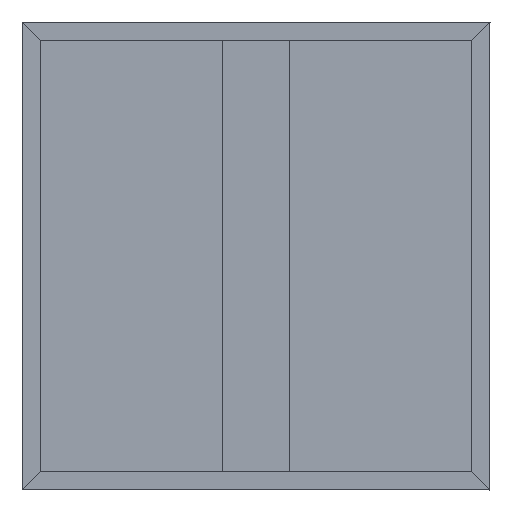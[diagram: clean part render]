
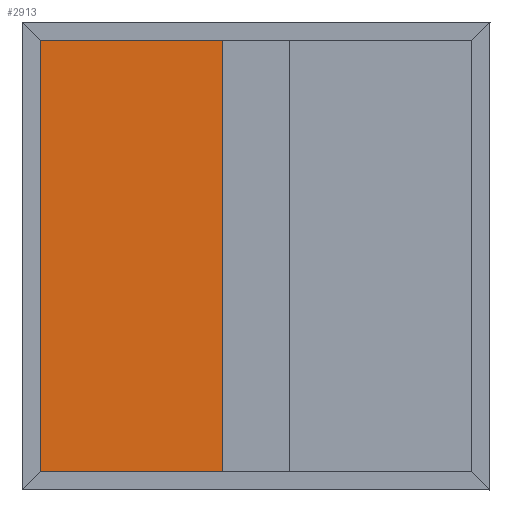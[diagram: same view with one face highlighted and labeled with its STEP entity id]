
A CAD part, front view. The second image highlights one B-rep face of the part: STEP entity #2913.
In plain terms, the highlighted face is planar.
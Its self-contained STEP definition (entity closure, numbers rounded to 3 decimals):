
#456 = EDGE_CURVE ( 'NONE', #671, #3476, #6494, .T. ) ;
#671 = VERTEX_POINT ( 'NONE', #6819 ) ;
#701 = EDGE_LOOP ( 'NONE', ( #1989, #1754, #3772, #3002 ) ) ;
#732 = CARTESIAN_POINT ( 'NONE',  ( 286.913, -286., -10.35 ) ) ;
#1079 = DIRECTION ( 'NONE',  ( 0., -1., 0. ) ) ;
#1392 = CARTESIAN_POINT ( 'NONE',  ( 161.913, 0., -10.35 ) ) ;
#1550 = CARTESIAN_POINT ( 'NONE',  ( 286.913, -286., -10.35 ) ) ;
#1581 = DIRECTION ( 'NONE',  ( 0., 1., 0. ) ) ;
#1681 = CARTESIAN_POINT ( 'NONE',  ( 36.913, -286., -10.35 ) ) ;
#1754 = ORIENTED_EDGE ( 'NONE', *, *, #6449, .T. ) ;
#1878 = DIRECTION ( 'NONE',  ( 0., -1., 0. ) ) ;
#1909 = PLANE ( 'NONE',  #6298 ) ;
#1989 = ORIENTED_EDGE ( 'NONE', *, *, #3307, .T. ) ;
#2372 = CARTESIAN_POINT ( 'NONE',  ( 36.913, 286., -10.35 ) ) ;
#2539 = VERTEX_POINT ( 'NONE', #6536 ) ;
#2913 = ADVANCED_FACE ( 'NONE', ( #2966 ), #1909, .F. ) ;
#2966 = FACE_OUTER_BOUND ( 'NONE', #701, .T. ) ;
#3002 = ORIENTED_EDGE ( 'NONE', *, *, #3558, .T. ) ;
#3307 = EDGE_CURVE ( 'NONE', #2539, #4006, #6472, .T. ) ;
#3337 = CARTESIAN_POINT ( 'NONE',  ( 286.913, 286., -10.35 ) ) ;
#3476 = VERTEX_POINT ( 'NONE', #2372 ) ;
#3558 = EDGE_CURVE ( 'NONE', #3476, #2539, #5184, .T. ) ;
#3772 = ORIENTED_EDGE ( 'NONE', *, *, #456, .T. ) ;
#3949 = LINE ( 'NONE', #732, #6379 ) ;
#3970 = VECTOR ( 'NONE', #5258, 1000. ) ;
#4006 = VERTEX_POINT ( 'NONE', #1550 ) ;
#4473 = DIRECTION ( 'NONE',  ( -1., 0., 0. ) ) ;
#5184 = LINE ( 'NONE', #6295, #3970 ) ;
#5258 = DIRECTION ( 'NONE',  ( 1., 0., 0. ) ) ;
#6200 = DIRECTION ( 'NONE',  ( 0., 0., 1. ) ) ;
#6295 = CARTESIAN_POINT ( 'NONE',  ( 36.913, 286., -10.35 ) ) ;
#6298 = AXIS2_PLACEMENT_3D ( 'NONE', #1392, #6200, #1878 ) ;
#6379 = VECTOR ( 'NONE', #4473, 1000. ) ;
#6449 = EDGE_CURVE ( 'NONE', #4006, #671, #3949, .T. ) ;
#6460 = VECTOR ( 'NONE', #1581, 1000. ) ;
#6472 = LINE ( 'NONE', #3337, #6844 ) ;
#6494 = LINE ( 'NONE', #1681, #6460 ) ;
#6536 = CARTESIAN_POINT ( 'NONE',  ( 286.913, 286., -10.35 ) ) ;
#6819 = CARTESIAN_POINT ( 'NONE',  ( 36.913, -286., -10.35 ) ) ;
#6844 = VECTOR ( 'NONE', #1079, 1000. ) ;
